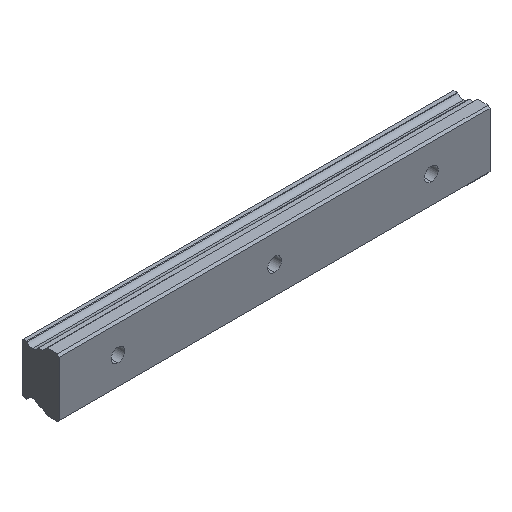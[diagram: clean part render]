
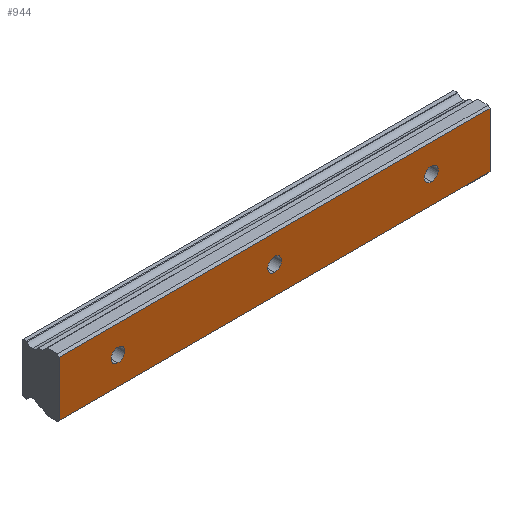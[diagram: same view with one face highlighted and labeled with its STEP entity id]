
A CAD part, isometric view. The second image highlights one B-rep face of the part: STEP entity #944.
In plain terms, the highlighted planar face has unit normal (0, -1, 0).
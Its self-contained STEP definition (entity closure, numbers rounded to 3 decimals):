
#3 = DIRECTION ( 'NONE',  ( 0., -1., 0. ) ) ;
#10 = DIRECTION ( 'NONE',  ( 0., -1., 0. ) ) ;
#45 = LINE ( 'NONE', #342, #1078 ) ;
#52 = VERTEX_POINT ( 'NONE', #223 ) ;
#60 = AXIS2_PLACEMENT_3D ( 'NONE', #113, #504, #414 ) ;
#61 = EDGE_LOOP ( 'NONE', ( #428, #988 ) ) ;
#63 = ORIENTED_EDGE ( 'NONE', *, *, #380, .F. ) ;
#77 = ORIENTED_EDGE ( 'NONE', *, *, #225, .F. ) ;
#95 = DIRECTION ( 'NONE',  ( 0., 1., 0. ) ) ;
#112 = EDGE_CURVE ( 'NONE', #791, #582, #1202, .T. ) ;
#113 = CARTESIAN_POINT ( 'NONE',  ( 80., 0., 0. ) ) ;
#147 = CIRCLE ( 'NONE', #271, 1.75 ) ;
#184 = EDGE_LOOP ( 'NONE', ( #879, #913, #63, #1255 ) ) ;
#185 = FACE_OUTER_BOUND ( 'NONE', #184, .T. ) ;
#223 = CARTESIAN_POINT ( 'NONE',  ( 80., 0., 1.75 ) ) ;
#225 = EDGE_CURVE ( 'NONE', #698, #1076, #816, .T. ) ;
#230 = CIRCLE ( 'NONE', #391, 1.75 ) ;
#236 = VERTEX_POINT ( 'NONE', #461 ) ;
#247 = DIRECTION ( 'NONE',  ( 0., 0., 1. ) ) ;
#269 = AXIS2_PLACEMENT_3D ( 'NONE', #1010, #3, #315 ) ;
#271 = AXIS2_PLACEMENT_3D ( 'NONE', #462, #783, #774 ) ;
#282 = CARTESIAN_POINT ( 'NONE',  ( 0., 0., 1.75 ) ) ;
#286 = CARTESIAN_POINT ( 'NONE',  ( 95., 0., 7. ) ) ;
#305 = VECTOR ( 'NONE', #745, 1000. ) ;
#315 = DIRECTION ( 'NONE',  ( 0., 0., 1. ) ) ;
#323 = CARTESIAN_POINT ( 'NONE',  ( 95., 0., -7. ) ) ;
#327 = AXIS2_PLACEMENT_3D ( 'NONE', #344, #732, #247 ) ;
#328 = VECTOR ( 'NONE', #1073, 1000. ) ;
#342 = CARTESIAN_POINT ( 'NONE',  ( 95., 0., 7. ) ) ;
#344 = CARTESIAN_POINT ( 'NONE',  ( 40., 0., 0. ) ) ;
#346 = DIRECTION ( 'NONE',  ( 0., 0., 1. ) ) ;
#380 = EDGE_CURVE ( 'NONE', #401, #1118, #1253, .T. ) ;
#383 = PLANE ( 'NONE',  #980 ) ;
#385 = CARTESIAN_POINT ( 'NONE',  ( 80., 0., -1.75 ) ) ;
#391 = AXIS2_PLACEMENT_3D ( 'NONE', #611, #10, #346 ) ;
#397 = EDGE_CURVE ( 'NONE', #52, #720, #857, .T. ) ;
#401 = VERTEX_POINT ( 'NONE', #711 ) ;
#414 = DIRECTION ( 'NONE',  ( 0., 0., 1. ) ) ;
#415 = EDGE_LOOP ( 'NONE', ( #77, #538 ) ) ;
#428 = ORIENTED_EDGE ( 'NONE', *, *, #397, .F. ) ;
#439 = CARTESIAN_POINT ( 'NONE',  ( -15., 0., -7. ) ) ;
#455 = DIRECTION ( 'NONE',  ( 0., -1., 0. ) ) ;
#461 = CARTESIAN_POINT ( 'NONE',  ( 40., 0., -1.75 ) ) ;
#462 = CARTESIAN_POINT ( 'NONE',  ( 40., 0., 0. ) ) ;
#504 = DIRECTION ( 'NONE',  ( 0., -1., 0. ) ) ;
#515 = CARTESIAN_POINT ( 'NONE',  ( 40., 0., 1.75 ) ) ;
#538 = ORIENTED_EDGE ( 'NONE', *, *, #902, .F. ) ;
#569 = EDGE_CURVE ( 'NONE', #1118, #791, #45, .T. ) ;
#576 = FACE_BOUND ( 'NONE', #415, .T. ) ;
#582 = VERTEX_POINT ( 'NONE', #439 ) ;
#583 = DIRECTION ( 'NONE',  ( 0., 0., 1. ) ) ;
#589 = ORIENTED_EDGE ( 'NONE', *, *, #1190, .F. ) ;
#600 = EDGE_CURVE ( 'NONE', #582, #401, #1238, .T. ) ;
#611 = CARTESIAN_POINT ( 'NONE',  ( 0., 0., 0. ) ) ;
#619 = CIRCLE ( 'NONE', #60, 1.75 ) ;
#639 = DIRECTION ( 'NONE',  ( -1., 0., 0. ) ) ;
#650 = CARTESIAN_POINT ( 'NONE',  ( 0., 0., 0. ) ) ;
#679 = EDGE_CURVE ( 'NONE', #1041, #236, #147, .T. ) ;
#686 = CARTESIAN_POINT ( 'NONE',  ( 95., 0., 7. ) ) ;
#698 = VERTEX_POINT ( 'NONE', #282 ) ;
#711 = CARTESIAN_POINT ( 'NONE',  ( -15., 0., 7. ) ) ;
#715 = CIRCLE ( 'NONE', #327, 1.75 ) ;
#720 = VERTEX_POINT ( 'NONE', #385 ) ;
#730 = DIRECTION ( 'NONE',  ( 0., 0., -1. ) ) ;
#732 = DIRECTION ( 'NONE',  ( 0., -1., 0. ) ) ;
#745 = DIRECTION ( 'NONE',  ( 0., 0., 1. ) ) ;
#774 = DIRECTION ( 'NONE',  ( 0., 0., 1. ) ) ;
#779 = FACE_BOUND ( 'NONE', #61, .T. ) ;
#783 = DIRECTION ( 'NONE',  ( 0., -1., 0. ) ) ;
#791 = VERTEX_POINT ( 'NONE', #856 ) ;
#816 = CIRCLE ( 'NONE', #1144, 1.75 ) ;
#845 = ORIENTED_EDGE ( 'NONE', *, *, #679, .F. ) ;
#856 = CARTESIAN_POINT ( 'NONE',  ( 95., 0., -7. ) ) ;
#857 = CIRCLE ( 'NONE', #269, 1.75 ) ;
#879 = ORIENTED_EDGE ( 'NONE', *, *, #112, .F. ) ;
#899 = EDGE_CURVE ( 'NONE', #720, #52, #619, .T. ) ;
#902 = EDGE_CURVE ( 'NONE', #1076, #698, #230, .T. ) ;
#913 = ORIENTED_EDGE ( 'NONE', *, *, #569, .F. ) ;
#944 = ADVANCED_FACE ( 'NONE', ( #185, #576, #779, #1259 ), #383, .F. ) ;
#980 = AXIS2_PLACEMENT_3D ( 'NONE', #286, #95, #583 ) ;
#988 = ORIENTED_EDGE ( 'NONE', *, *, #899, .F. ) ;
#1010 = CARTESIAN_POINT ( 'NONE',  ( 80., 0., 0. ) ) ;
#1019 = VECTOR ( 'NONE', #639, 1000. ) ;
#1038 = DIRECTION ( 'NONE',  ( 0., 0., 1. ) ) ;
#1041 = VERTEX_POINT ( 'NONE', #515 ) ;
#1073 = DIRECTION ( 'NONE',  ( 1., 0., 0. ) ) ;
#1076 = VERTEX_POINT ( 'NONE', #1239 ) ;
#1078 = VECTOR ( 'NONE', #730, 1000. ) ;
#1118 = VERTEX_POINT ( 'NONE', #1137 ) ;
#1137 = CARTESIAN_POINT ( 'NONE',  ( 95., 0., 7. ) ) ;
#1139 = CARTESIAN_POINT ( 'NONE',  ( -15., 0., 7. ) ) ;
#1144 = AXIS2_PLACEMENT_3D ( 'NONE', #650, #455, #1038 ) ;
#1190 = EDGE_CURVE ( 'NONE', #236, #1041, #715, .T. ) ;
#1202 = LINE ( 'NONE', #323, #1019 ) ;
#1233 = EDGE_LOOP ( 'NONE', ( #845, #589 ) ) ;
#1238 = LINE ( 'NONE', #1139, #305 ) ;
#1239 = CARTESIAN_POINT ( 'NONE',  ( 0., 0., -1.75 ) ) ;
#1253 = LINE ( 'NONE', #686, #328 ) ;
#1255 = ORIENTED_EDGE ( 'NONE', *, *, #600, .F. ) ;
#1259 = FACE_BOUND ( 'NONE', #1233, .T. ) ;
